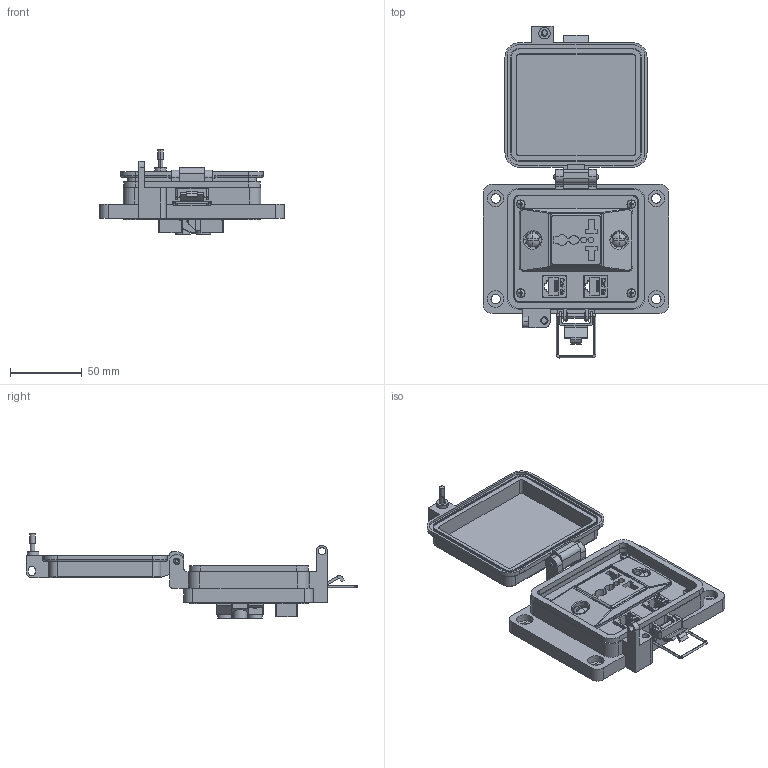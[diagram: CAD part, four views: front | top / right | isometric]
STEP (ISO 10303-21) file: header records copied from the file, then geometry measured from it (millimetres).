
FILE_DESCRIPTION (( 'STEP AP203' ), '1' );
FILE_NAME ('P-R2#2-K3RUV0_3D.STEP', '2018-05-15T17:27:11', ( '' ), ( '' ), 'SwSTEP 2.0', 'SolidWorks 2017', '' );
FILE_SCHEMA (( 'CONFIG_CONTROL_DESIGN' ));
Length unit declared in the file: millimetre
Products named in the file (16): P-R2#2-K3RUV0_FP060_1; Z-H-K3_B; Z-300-RJ45CAT5; -K3; R2; 92005A124_METRIC PAN HEAD PHILLIPS MACHINE SCREW_92005A124; Z-200-OTLT-RUV_bezel; P-R2#2-K3RUV0_3D; Z-200-OTLT-RUV_outlet; Z-200-OTLT-RUV; P-R2#2-K3RUV0_BP180_1; RUV; P-R2#2-K3RUV0_TP060_1; Z-000-83212TH_90271A194; Z-000-4243316TFP; Z-002-8321132HN_90675A009
Assembly tree (23 placements, depth 4):
  P-R2#2-K3RUV0_3D
    P-R2#2-K3RUV0_BP180_1
    P-R2#2-K3RUV0_TP060_1
    Z-000-4243316TFP  x3
    P-R2#2-K3RUV0_FP060_1
    R2  x2
      Z-300-RJ45CAT5
    RUV
      Z-200-OTLT-RUV
        Z-200-OTLT-RUV_bezel
        Z-200-OTLT-RUV_outlet
    Z-000-83212TH_90271A194  x2
    Z-002-8321132HN_90675A009  x2
    -K3
      Z-H-K3_B
    92005A124_METRIC PAN HEAD PHILLIPS MACHINE SCREW_92005A124  x4
Bounding box: 129 x 231.28 x 58.78 mm (x, y, z)
Volume: 200290.3 mm3; surface area: 126607.8 mm2
Topology: 28 solids, 28 shells, 2708 faces, 7496 edges, 4933 vertices
Faces by surface type: cylinder 1111, plane 1022, bspline 380, cone 131, torus 38, sphere 26
Entity records: 65495 total; most frequent: CARTESIAN_POINT 24766, ORIENTED_EDGE 8814, DIRECTION 7113, EDGE_CURVE 4407, VERTEX_POINT 2890, LINE 2487, VECTOR 2487, AXIS2_PLACEMENT_3D 2313
